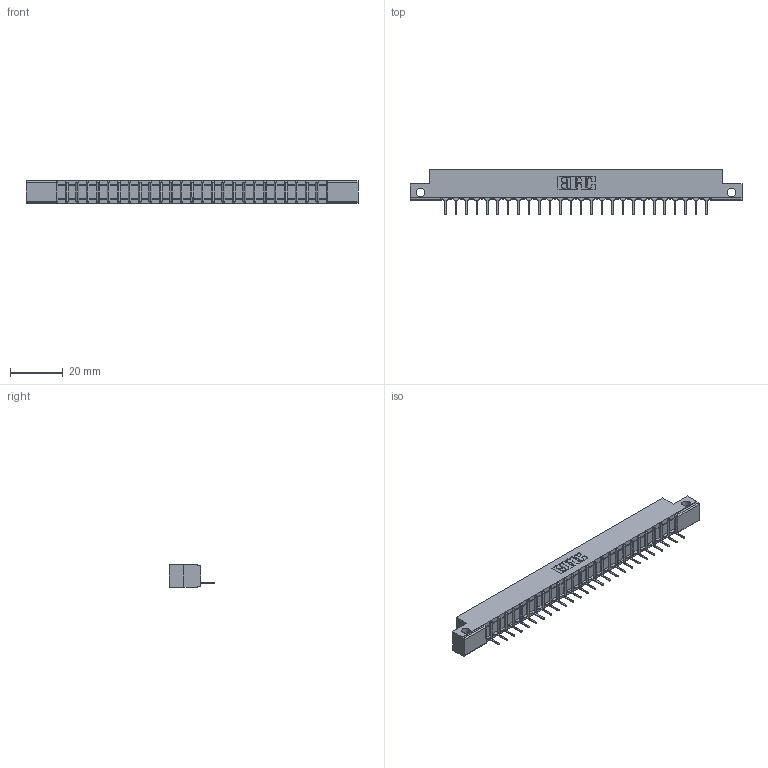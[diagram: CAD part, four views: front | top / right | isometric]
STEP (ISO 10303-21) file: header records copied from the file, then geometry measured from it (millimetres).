
FILE_DESCRIPTION (( 'STEP AP203' ), '1' );
FILE_NAME ('357-026-531-112.STEP', '2019-09-14T02:01:58', ( '' ), ( '' ), 'SwSTEP 2.0', 'SolidWorks 2016', '' );
FILE_SCHEMA (( 'CONFIG_CONTROL_DESIGN' ));
Length unit declared in the file: inch
Products named in the file (3): 307 Part_.128 Dia Side Mounting Holes; 357-026-531-112; 307-290-001_531
Assembly tree (27 placements, depth 2):
  357-026-531-112
    307 Part_.128 Dia Side Mounting Holes
    307-290-001_531  x26
Bounding box: 126.03 x 17.42 x 8.71 mm (x, y, z)
Volume: 7823.8 mm3; surface area: 11864.5 mm2
Topology: 27 solids, 27 shells, 1601 faces, 4535 edges, 2914 vertices
Faces by surface type: plane 1032, cylinder 515, sphere 54
Entity records: 24232 total; most frequent: CARTESIAN_POINT 4076, ORIENTED_EDGE 4062, DIRECTION 3973, EDGE_CURVE 2031, LINE 1551, VECTOR 1551, VERTEX_POINT 1314, AXIS2_PLACEMENT_3D 1211
